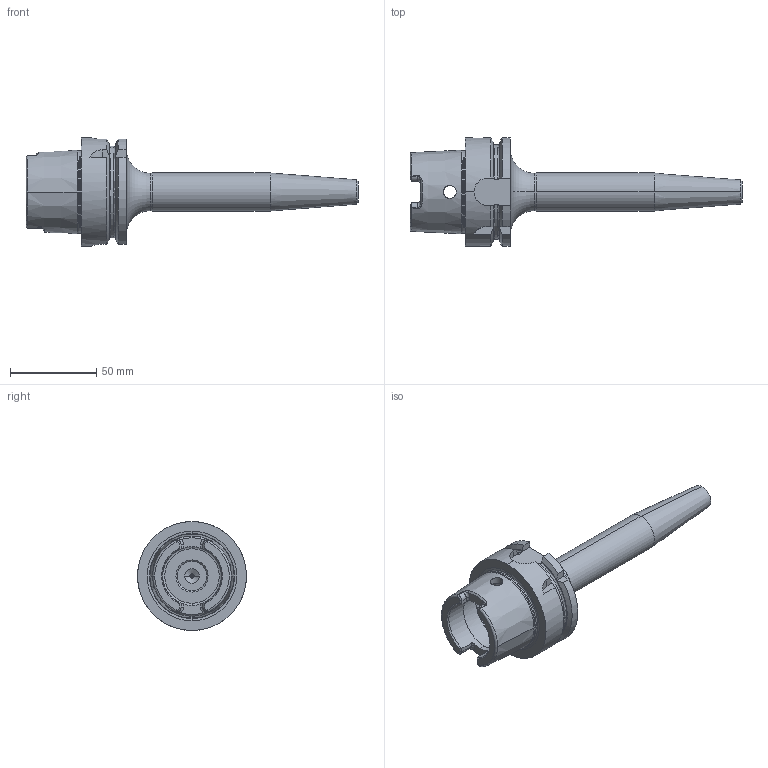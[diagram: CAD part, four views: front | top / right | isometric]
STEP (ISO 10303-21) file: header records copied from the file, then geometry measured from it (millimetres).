
FILE_DESCRIPTION (( 'STEP AP214' ), '1' );
FILE_NAME ('93.05.071.101.STEP', '2019-06-19T06:09:28', ( '' ), ( '' ), 'SwSTEP 2.0', 'SolidWorks 2014', '' );
FILE_SCHEMA (( 'AUTOMOTIVE_DESIGN' ));
Length unit declared in the file: millimetre
Products named in the file (1): 93.05.071.101
Bounding box: 192 x 63 x 63 mm (x, y, z)
Volume: 123790.7 mm3; surface area: 33666.7 mm2
Topology: 2 solids, 2 shells, 220 faces, 514 edges, 303 vertices
Faces by surface type: plane 71, cylinder 56, cone 52, torus 25, bspline 16
Entity records: 9913 total; most frequent: CARTESIAN_POINT 2594, ORIENTED_EDGE 1024, DIRECTION 999, EDGE_CURVE 512, AXIS2_PLACEMENT_3D 407, VERTEX_POINT 303, EDGE_LOOP 235, UNCERTAINTY_MEASURE_WITH_UNIT 224
